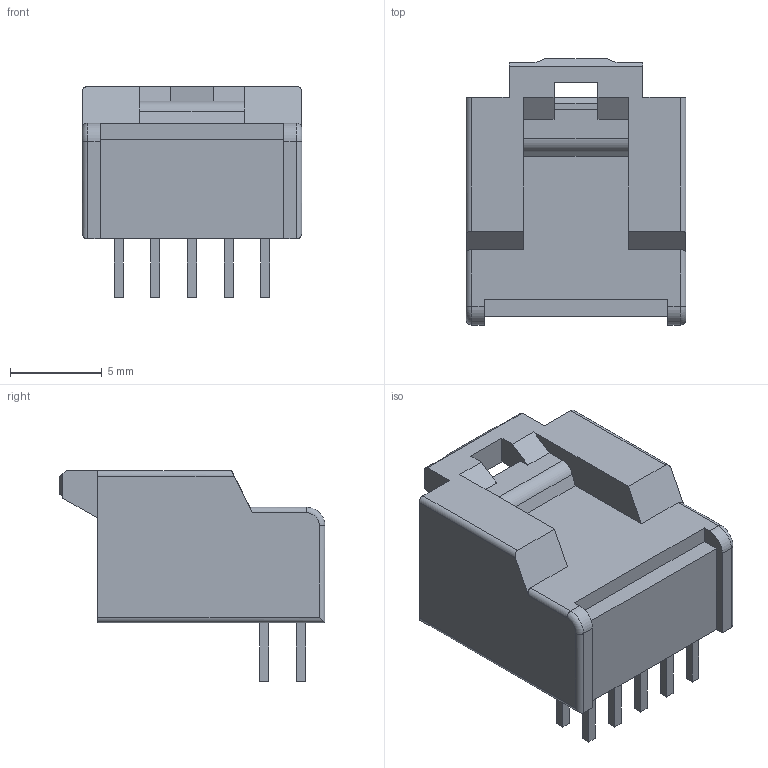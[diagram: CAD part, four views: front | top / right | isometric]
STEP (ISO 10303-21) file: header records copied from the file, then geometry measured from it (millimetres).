
FILE_DESCRIPTION((''),'2;1');
FILE_NAME('5018761040','2016-05-03T',('gsharma'),(''),'PRO/ENGINEER BY PARAMETRIC TECHNOLOGY CORPORATION, 2012310','PRO/ENGINEER BY PARAMETRIC TECHNOLOGY CORPORATION, 2012310','');
FILE_SCHEMA(('CONFIG_CONTROL_DESIGN'));
Length unit declared in the file: millimetre
Products named in the file (1): 5018761040
Bounding box: 12 x 14.5 x 11.5 mm (x, y, z)
Volume: 628.9 mm3; surface area: 1133.9 mm2
Topology: 1 solids, 1 shells, 179 faces, 478 edges, 320 vertices
Faces by surface type: plane 158, cylinder 15, cone 4, torus 2
Entity records: 5542 total; most frequent: CARTESIAN_POINT 999, ORIENTED_EDGE 916, DIRECTION 880, EDGE_CURVE 458, VECTOR 424, LINE 424, VERTEX_POINT 300, AXIS2_PLACEMENT_3D 228
